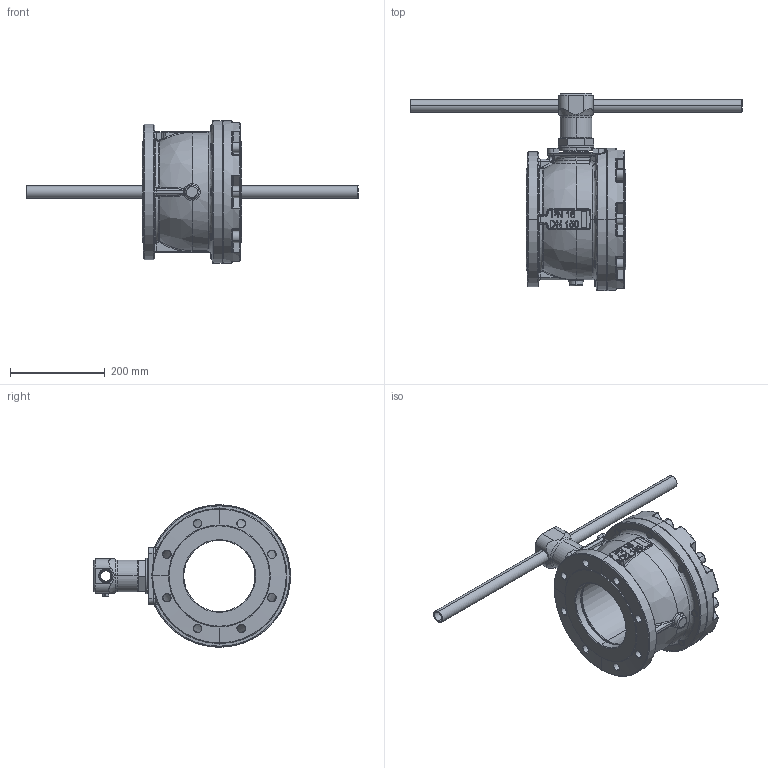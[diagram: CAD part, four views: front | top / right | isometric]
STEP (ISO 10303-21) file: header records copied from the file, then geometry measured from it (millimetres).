
FILE_DESCRIPTION (( 'STEP AP203' ), '1' );
FILE_NAME ('73000020.STEP', '2007-12-05T15:22:40', ( '.' ), ( '.' ), 'SwSTEP 2.0', 'SolidWorks 2007', '' );
FILE_SCHEMA (( 'CONFIG_CONTROL_DESIGN' ));
Products named in the file (1): 73000020
Bounding box: 700 x 415.5 x 300 mm (x, y, z)
Volume: 6180084.5 mm3; surface area: 1091586.2 mm2
Topology: 1 solids, 1 shells, 1445 faces, 3603 edges, 2141 vertices
Faces by surface type: bspline 464, plane 414, cylinder 327, cone 227, torus 13
Entity records: 75747 total; most frequent: CARTESIAN_POINT 45654, ORIENTED_EDGE 7038, DIRECTION 5072, EDGE_CURVE 3519, VERTEX_POINT 2141, AXIS2_PLACEMENT_3D 1822, EDGE_LOOP 1552, ADVANCED_FACE 1445
